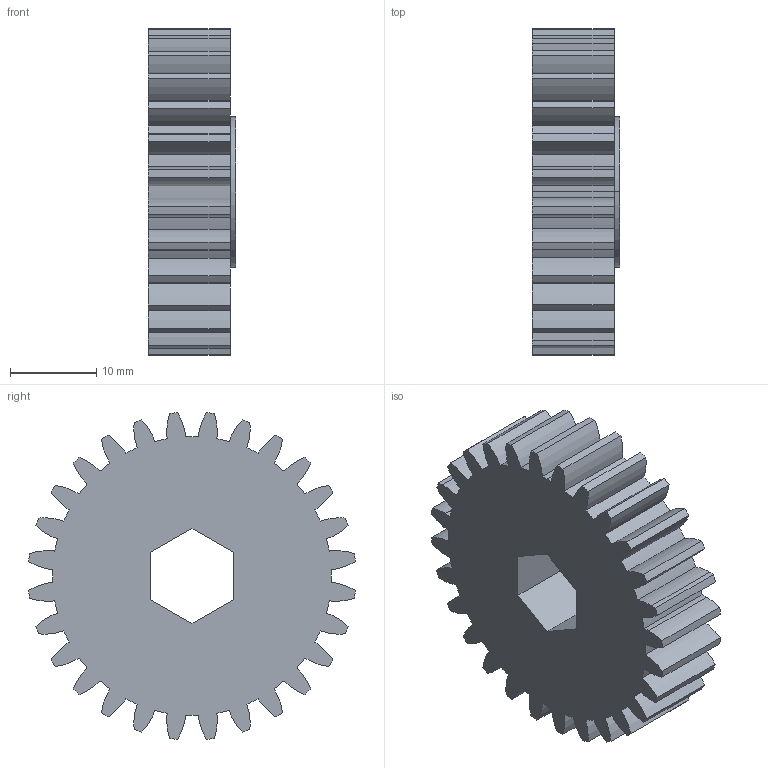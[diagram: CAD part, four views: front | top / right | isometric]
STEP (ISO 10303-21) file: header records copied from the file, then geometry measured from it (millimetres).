
FILE_DESCRIPTION (( 'STEP AP214' ), '1' );
FILE_NAME ('00016.step', '2011-12-27T05:42:23', ( 'RC' ), ( '' ), 'SwSTEP 2.0', 'SolidWorks 2011', '' );
FILE_SCHEMA (( 'AUTOMOTIVE_DESIGN' ));
Length unit declared in the file: inch
Products named in the file (1): 00016
Bounding box: 10.16 x 37.95 x 37.95 mm (x, y, z)
Volume: 8558.9 mm3; surface area: 4364.1 mm2
Topology: 1 solids, 1 shells, 128 faces, 375 edges, 250 vertices
Faces by surface type: cylinder 119, plane 9
Entity records: 4441 total; most frequent: DIRECTION 871, CARTESIAN_POINT 754, ORIENTED_EDGE 750, EDGE_CURVE 375, AXIS2_PLACEMENT_3D 367, VERTEX_POINT 250, CIRCLE 238, VECTOR 137
